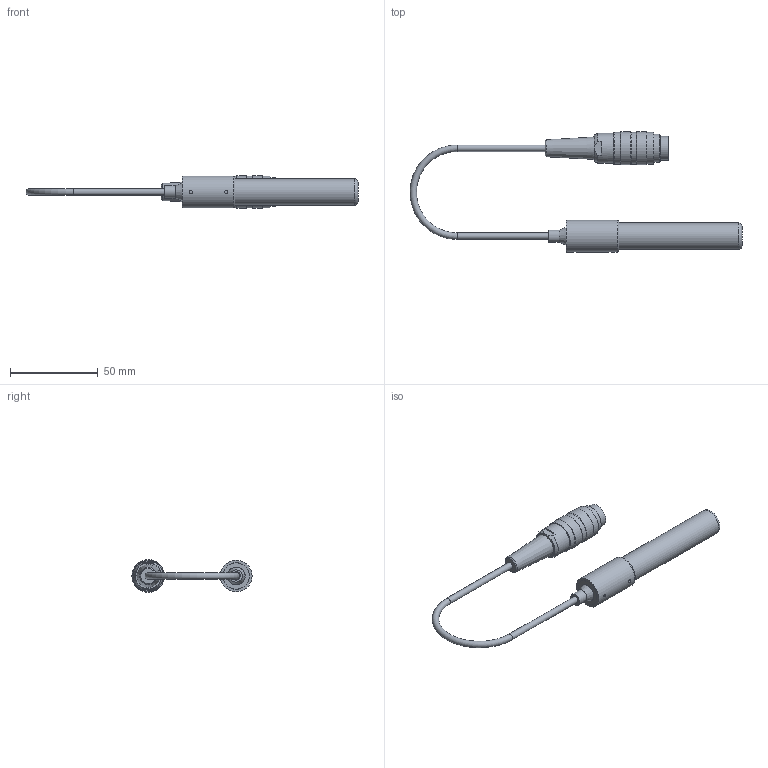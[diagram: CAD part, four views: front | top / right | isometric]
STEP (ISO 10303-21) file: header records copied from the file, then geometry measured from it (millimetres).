
FILE_DESCRIPTION(/* description */ (''),/* implementation_level */ '2;1');
FILE_NAME(/* name */ '130 84_R3M8-5-10L20.stp',/* time_stamp */ '2020-12-21T12:30:57+01:00',/* author */ ('kuttig'),/* organization */ (''),/* preprocessor_version */ 'ST-DEVELOPER v16.13',/* originating_system */ 'Autodesk Inventor 2018',/* authorisation */ '');
FILE_SCHEMA (('AUTOMOTIVE_DESIGN { 1 0 10303 214 3 1 1 }'));
Length unit declared in the file: millimetre
Products named in the file (1): 130 84_R3M8-5-10L20_Shrinkwrap_1
Bounding box: 188.81 x 68.25 x 18.5 mm (x, y, z)
Volume: 28281.1 mm3; surface area: 21268 mm2
Topology: 7 solids, 7 shells, 157 faces, 354 edges, 226 vertices
Faces by surface type: plane 83, cylinder 44, cone 19, bspline 6, torus 5
Full cylindrical faces by diameter (mm): 0.2 x2, 1 x3, 1.49 x3, 1.5 x1, 1.7 x4, 1.8 x1, 2.25 x1, 3 x1, 3.7 x2, 4.7 x1, 7 x1, 10 x1, 10.2 x1, 13.5 x1, 15 x1, 15.08 x1, 15.1 x1, 16 x1, 16.9 x1, 18 x1, 18.15 x3, 18.5 x2
Entity records: 4684 total; most frequent: CARTESIAN_POINT 1152, DIRECTION 692, ORIENTED_EDGE 564, EDGE_CURVE 282, AXIS2_PLACEMENT_3D 277, EDGE_LOOP 251, VERTEX_POINT 213, STYLED_ITEM 164
